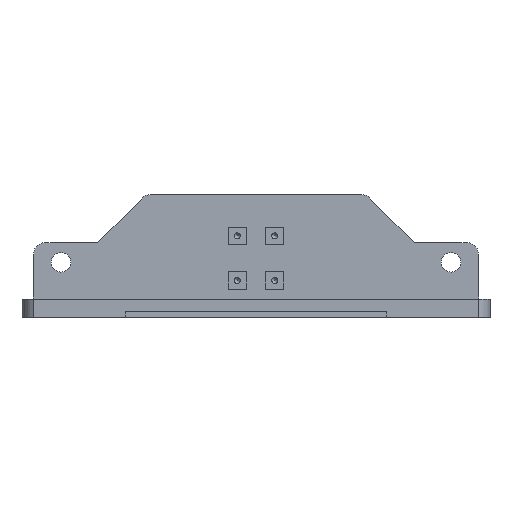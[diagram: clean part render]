
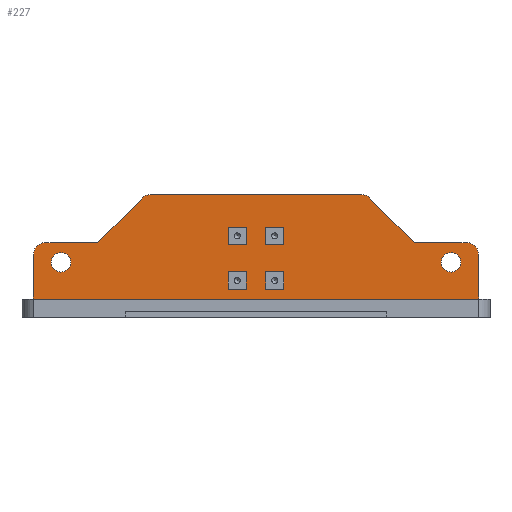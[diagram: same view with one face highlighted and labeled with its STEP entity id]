
A CAD part, front view. The second image highlights one B-rep face of the part: STEP entity #227.
In plain terms, the highlighted planar face has unit normal (0, -1, 0).
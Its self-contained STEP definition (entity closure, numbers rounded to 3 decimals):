
#32 = VERTEX_POINT('',#33);
#33 = CARTESIAN_POINT('',(-69.,0.2,32.5));
#39 = EDGE_CURVE('',#40,#32,#42,.T.);
#40 = VERTEX_POINT('',#41);
#41 = CARTESIAN_POINT('',(-92.,0.2,32.5));
#42 = LINE('',#43,#44);
#43 = CARTESIAN_POINT('',(-34.5,0.2,32.5));
#44 = VECTOR('',#45,1.);
#45 = DIRECTION('',(1.,0.,0.));
#184 = VERTEX_POINT('',#185);
#185 = CARTESIAN_POINT('',(-97.,0.2,27.5));
#191 = EDGE_CURVE('',#40,#184,#192,.T.);
#192 = CIRCLE('',#193,5.);
#193 = AXIS2_PLACEMENT_3D('',#194,#195,#196);
#194 = CARTESIAN_POINT('',(-92.,0.2,27.5));
#195 = DIRECTION('',(0.,-1.,0.));
#196 = DIRECTION('',(0.,0.,-1.));
#209 = VERTEX_POINT('',#210);
#210 = CARTESIAN_POINT('',(-49.464,0.2,
    52.036));
#216 = EDGE_CURVE('',#32,#209,#217,.T.);
#217 = LINE('',#218,#219);
#218 = CARTESIAN_POINT('',(-42.595,0.2,
    58.905));
#219 = VECTOR('',#220,1.);
#220 = DIRECTION('',(0.707,0.,0.707));
#227 = ADVANCED_FACE('',(#228,#306,#317,#351,#385,#419,#453),#464,.F.);
#228 = FACE_BOUND('',#229,.F.);
#229 = EDGE_LOOP('',(#230,#240,#248,#254,#255,#256,#257,#266,#274,#283,
    #291,#299));
#230 = ORIENTED_EDGE('',*,*,#231,.T.);
#231 = EDGE_CURVE('',#232,#234,#236,.T.);
#232 = VERTEX_POINT('',#233);
#233 = CARTESIAN_POINT('',(97.,0.2,27.5));
#234 = VERTEX_POINT('',#235);
#235 = CARTESIAN_POINT('',(97.,0.2,8.));
#236 = LINE('',#237,#238);
#237 = CARTESIAN_POINT('',(97.,0.2,13.561));
#238 = VECTOR('',#239,1.);
#239 = DIRECTION('',(0.,0.,-1.));
#240 = ORIENTED_EDGE('',*,*,#241,.T.);
#241 = EDGE_CURVE('',#234,#242,#244,.T.);
#242 = VERTEX_POINT('',#243);
#243 = CARTESIAN_POINT('',(-97.,0.2,8.));
#244 = LINE('',#245,#246);
#245 = CARTESIAN_POINT('',(0.,0.2,8.));
#246 = VECTOR('',#247,1.);
#247 = DIRECTION('',(-1.,0.,0.));
#248 = ORIENTED_EDGE('',*,*,#249,.T.);
#249 = EDGE_CURVE('',#242,#184,#250,.T.);
#250 = LINE('',#251,#252);
#251 = CARTESIAN_POINT('',(-97.,0.2,29.811));
#252 = VECTOR('',#253,1.);
#253 = DIRECTION('',(0.,0.,1.));
#254 = ORIENTED_EDGE('',*,*,#191,.F.);
#255 = ORIENTED_EDGE('',*,*,#39,.T.);
#256 = ORIENTED_EDGE('',*,*,#216,.T.);
#257 = ORIENTED_EDGE('',*,*,#258,.T.);
#258 = EDGE_CURVE('',#209,#259,#261,.T.);
#259 = VERTEX_POINT('',#260);
#260 = CARTESIAN_POINT('',(-45.929,0.2,53.5));
#261 = CIRCLE('',#262,5.);
#262 = AXIS2_PLACEMENT_3D('',#263,#264,#265);
#263 = CARTESIAN_POINT('',(-45.929,0.2,48.5));
#264 = DIRECTION('',(0.,1.,0.));
#265 = DIRECTION('',(0.,0.,-1.));
#266 = ORIENTED_EDGE('',*,*,#267,.T.);
#267 = EDGE_CURVE('',#259,#268,#270,.T.);
#268 = VERTEX_POINT('',#269);
#269 = CARTESIAN_POINT('',(45.929,0.2,53.5));
#270 = LINE('',#271,#272);
#271 = CARTESIAN_POINT('',(24.,0.2,53.5));
#272 = VECTOR('',#273,1.);
#273 = DIRECTION('',(1.,0.,0.));
#274 = ORIENTED_EDGE('',*,*,#275,.T.);
#275 = EDGE_CURVE('',#268,#276,#278,.T.);
#276 = VERTEX_POINT('',#277);
#277 = CARTESIAN_POINT('',(49.464,0.2,
    52.036));
#278 = CIRCLE('',#279,5.);
#279 = AXIS2_PLACEMENT_3D('',#280,#281,#282);
#280 = CARTESIAN_POINT('',(45.929,0.2,48.5));
#281 = DIRECTION('',(0.,1.,0.));
#282 = DIRECTION('',(0.,0.,-1.));
#283 = ORIENTED_EDGE('',*,*,#284,.T.);
#284 = EDGE_CURVE('',#276,#285,#287,.T.);
#285 = VERTEX_POINT('',#286);
#286 = CARTESIAN_POINT('',(69.,0.2,32.5));
#287 = LINE('',#288,#289);
#288 = CARTESIAN_POINT('',(53.095,0.2,
    48.405));
#289 = VECTOR('',#290,1.);
#290 = DIRECTION('',(0.707,0.,-0.707));
#291 = ORIENTED_EDGE('',*,*,#292,.T.);
#292 = EDGE_CURVE('',#285,#293,#295,.T.);
#293 = VERTEX_POINT('',#294);
#294 = CARTESIAN_POINT('',(92.,0.2,32.5));
#295 = LINE('',#296,#297);
#296 = CARTESIAN_POINT('',(48.5,0.2,32.5));
#297 = VECTOR('',#298,1.);
#298 = DIRECTION('',(1.,0.,0.));
#299 = ORIENTED_EDGE('',*,*,#300,.F.);
#300 = EDGE_CURVE('',#232,#293,#301,.T.);
#301 = CIRCLE('',#302,5.);
#302 = AXIS2_PLACEMENT_3D('',#303,#304,#305);
#303 = CARTESIAN_POINT('',(92.,0.2,27.5));
#304 = DIRECTION('',(0.,-1.,0.));
#305 = DIRECTION('',(0.,0.,-1.));
#306 = FACE_BOUND('',#307,.F.);
#307 = EDGE_LOOP('',(#308));
#308 = ORIENTED_EDGE('',*,*,#309,.F.);
#309 = EDGE_CURVE('',#310,#310,#312,.T.);
#310 = VERTEX_POINT('',#311);
#311 = CARTESIAN_POINT('',(-80.75,0.2,24.));
#312 = CIRCLE('',#313,4.25);
#313 = AXIS2_PLACEMENT_3D('',#314,#315,#316);
#314 = CARTESIAN_POINT('',(-85.,0.2,24.));
#315 = DIRECTION('',(-0.,1.,0.));
#316 = DIRECTION('',(1.,0.,0.));
#317 = FACE_BOUND('',#318,.F.);
#318 = EDGE_LOOP('',(#319,#329,#337,#345));
#319 = ORIENTED_EDGE('',*,*,#320,.F.);
#320 = EDGE_CURVE('',#321,#323,#325,.T.);
#321 = VERTEX_POINT('',#322);
#322 = CARTESIAN_POINT('',(-12.175,0.2,31.65));
#323 = VERTEX_POINT('',#324);
#324 = CARTESIAN_POINT('',(-12.175,0.2,39.35));
#325 = LINE('',#326,#327);
#326 = CARTESIAN_POINT('',(-12.175,0.2,31.65));
#327 = VECTOR('',#328,1.);
#328 = DIRECTION('',(0.,0.,1.));
#329 = ORIENTED_EDGE('',*,*,#330,.F.);
#330 = EDGE_CURVE('',#331,#321,#333,.T.);
#331 = VERTEX_POINT('',#332);
#332 = CARTESIAN_POINT('',(-4.175,0.2,31.65));
#333 = LINE('',#334,#335);
#334 = CARTESIAN_POINT('',(-4.175,0.2,31.65));
#335 = VECTOR('',#336,1.);
#336 = DIRECTION('',(-1.,0.,0.));
#337 = ORIENTED_EDGE('',*,*,#338,.F.);
#338 = EDGE_CURVE('',#339,#331,#341,.T.);
#339 = VERTEX_POINT('',#340);
#340 = CARTESIAN_POINT('',(-4.175,0.2,39.35));
#341 = LINE('',#342,#343);
#342 = CARTESIAN_POINT('',(-4.175,0.2,39.35));
#343 = VECTOR('',#344,1.);
#344 = DIRECTION('',(0.,0.,-1.));
#345 = ORIENTED_EDGE('',*,*,#346,.F.);
#346 = EDGE_CURVE('',#323,#339,#347,.T.);
#347 = LINE('',#348,#349);
#348 = CARTESIAN_POINT('',(-12.175,0.2,39.35));
#349 = VECTOR('',#350,1.);
#350 = DIRECTION('',(1.,0.,0.));
#351 = FACE_BOUND('',#352,.F.);
#352 = EDGE_LOOP('',(#353,#363,#371,#379));
#353 = ORIENTED_EDGE('',*,*,#354,.F.);
#354 = EDGE_CURVE('',#355,#357,#359,.T.);
#355 = VERTEX_POINT('',#356);
#356 = CARTESIAN_POINT('',(-12.175,0.2,12.25));
#357 = VERTEX_POINT('',#358);
#358 = CARTESIAN_POINT('',(-12.175,0.2,19.95));
#359 = LINE('',#360,#361);
#360 = CARTESIAN_POINT('',(-12.175,0.2,12.25));
#361 = VECTOR('',#362,1.);
#362 = DIRECTION('',(0.,0.,1.));
#363 = ORIENTED_EDGE('',*,*,#364,.F.);
#364 = EDGE_CURVE('',#365,#355,#367,.T.);
#365 = VERTEX_POINT('',#366);
#366 = CARTESIAN_POINT('',(-4.175,0.2,12.25));
#367 = LINE('',#368,#369);
#368 = CARTESIAN_POINT('',(-4.175,0.2,12.25));
#369 = VECTOR('',#370,1.);
#370 = DIRECTION('',(-1.,0.,0.));
#371 = ORIENTED_EDGE('',*,*,#372,.F.);
#372 = EDGE_CURVE('',#373,#365,#375,.T.);
#373 = VERTEX_POINT('',#374);
#374 = CARTESIAN_POINT('',(-4.175,0.2,19.95));
#375 = LINE('',#376,#377);
#376 = CARTESIAN_POINT('',(-4.175,0.2,19.95));
#377 = VECTOR('',#378,1.);
#378 = DIRECTION('',(0.,0.,-1.));
#379 = ORIENTED_EDGE('',*,*,#380,.F.);
#380 = EDGE_CURVE('',#357,#373,#381,.T.);
#381 = LINE('',#382,#383);
#382 = CARTESIAN_POINT('',(-12.175,0.2,19.95));
#383 = VECTOR('',#384,1.);
#384 = DIRECTION('',(1.,0.,0.));
#385 = FACE_BOUND('',#386,.F.);
#386 = EDGE_LOOP('',(#387,#397,#405,#413));
#387 = ORIENTED_EDGE('',*,*,#388,.F.);
#388 = EDGE_CURVE('',#389,#391,#393,.T.);
#389 = VERTEX_POINT('',#390);
#390 = CARTESIAN_POINT('',(4.175,0.2,31.65));
#391 = VERTEX_POINT('',#392);
#392 = CARTESIAN_POINT('',(4.175,0.2,39.35));
#393 = LINE('',#394,#395);
#394 = CARTESIAN_POINT('',(4.175,0.2,31.65));
#395 = VECTOR('',#396,1.);
#396 = DIRECTION('',(0.,0.,1.));
#397 = ORIENTED_EDGE('',*,*,#398,.F.);
#398 = EDGE_CURVE('',#399,#389,#401,.T.);
#399 = VERTEX_POINT('',#400);
#400 = CARTESIAN_POINT('',(12.175,0.2,31.65));
#401 = LINE('',#402,#403);
#402 = CARTESIAN_POINT('',(12.175,0.2,31.65));
#403 = VECTOR('',#404,1.);
#404 = DIRECTION('',(-1.,0.,0.));
#405 = ORIENTED_EDGE('',*,*,#406,.F.);
#406 = EDGE_CURVE('',#407,#399,#409,.T.);
#407 = VERTEX_POINT('',#408);
#408 = CARTESIAN_POINT('',(12.175,0.2,39.35));
#409 = LINE('',#410,#411);
#410 = CARTESIAN_POINT('',(12.175,0.2,39.35));
#411 = VECTOR('',#412,1.);
#412 = DIRECTION('',(0.,0.,-1.));
#413 = ORIENTED_EDGE('',*,*,#414,.F.);
#414 = EDGE_CURVE('',#391,#407,#415,.T.);
#415 = LINE('',#416,#417);
#416 = CARTESIAN_POINT('',(4.175,0.2,39.35));
#417 = VECTOR('',#418,1.);
#418 = DIRECTION('',(1.,0.,0.));
#419 = FACE_BOUND('',#420,.F.);
#420 = EDGE_LOOP('',(#421,#431,#439,#447));
#421 = ORIENTED_EDGE('',*,*,#422,.F.);
#422 = EDGE_CURVE('',#423,#425,#427,.T.);
#423 = VERTEX_POINT('',#424);
#424 = CARTESIAN_POINT('',(4.175,0.2,12.25));
#425 = VERTEX_POINT('',#426);
#426 = CARTESIAN_POINT('',(4.175,0.2,19.95));
#427 = LINE('',#428,#429);
#428 = CARTESIAN_POINT('',(4.175,0.2,12.25));
#429 = VECTOR('',#430,1.);
#430 = DIRECTION('',(0.,0.,1.));
#431 = ORIENTED_EDGE('',*,*,#432,.F.);
#432 = EDGE_CURVE('',#433,#423,#435,.T.);
#433 = VERTEX_POINT('',#434);
#434 = CARTESIAN_POINT('',(12.175,0.2,12.25));
#435 = LINE('',#436,#437);
#436 = CARTESIAN_POINT('',(12.175,0.2,12.25));
#437 = VECTOR('',#438,1.);
#438 = DIRECTION('',(-1.,0.,0.));
#439 = ORIENTED_EDGE('',*,*,#440,.F.);
#440 = EDGE_CURVE('',#441,#433,#443,.T.);
#441 = VERTEX_POINT('',#442);
#442 = CARTESIAN_POINT('',(12.175,0.2,19.95));
#443 = LINE('',#444,#445);
#444 = CARTESIAN_POINT('',(12.175,0.2,19.95));
#445 = VECTOR('',#446,1.);
#446 = DIRECTION('',(0.,0.,-1.));
#447 = ORIENTED_EDGE('',*,*,#448,.F.);
#448 = EDGE_CURVE('',#425,#441,#449,.T.);
#449 = LINE('',#450,#451);
#450 = CARTESIAN_POINT('',(4.175,0.2,19.95));
#451 = VECTOR('',#452,1.);
#452 = DIRECTION('',(1.,0.,0.));
#453 = FACE_BOUND('',#454,.F.);
#454 = EDGE_LOOP('',(#455));
#455 = ORIENTED_EDGE('',*,*,#456,.F.);
#456 = EDGE_CURVE('',#457,#457,#459,.T.);
#457 = VERTEX_POINT('',#458);
#458 = CARTESIAN_POINT('',(89.25,0.2,24.));
#459 = CIRCLE('',#460,4.25);
#460 = AXIS2_PLACEMENT_3D('',#461,#462,#463);
#461 = CARTESIAN_POINT('',(85.,0.2,24.));
#462 = DIRECTION('',(-0.,1.,0.));
#463 = DIRECTION('',(1.,0.,0.));
#464 = PLANE('',#465);
#465 = AXIS2_PLACEMENT_3D('',#466,#467,#468);
#466 = CARTESIAN_POINT('',(0.,0.2,27.121));
#467 = DIRECTION('',(0.,1.,0.));
#468 = DIRECTION('',(0.,0.,1.));
